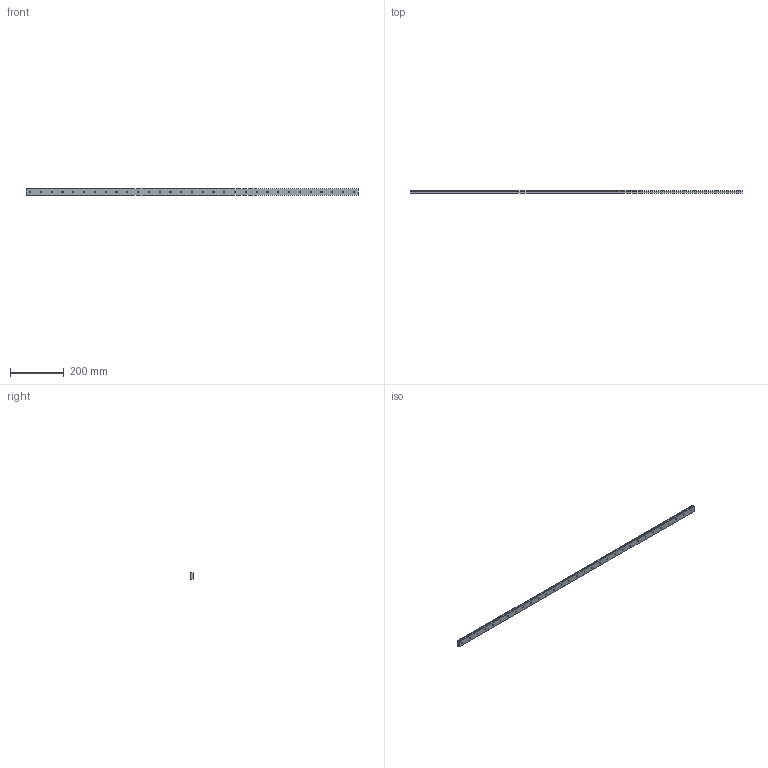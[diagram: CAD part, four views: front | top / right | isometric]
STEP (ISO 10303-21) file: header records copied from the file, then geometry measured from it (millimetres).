
FILE_DESCRIPTION (( 'STEP AP214' ), '1' );
FILE_NAME ('SRS12WSSS-1230LM_G15_0_0_0_0_0_1.STEP', '2021-08-09T13:29:19', ( '' ), ( '' ), 'SwSTEP 2.0', 'SolidWorks 2021', '' );
FILE_SCHEMA (( 'AUTOMOTIVE_DESIGN' ));
Length unit declared in the file: millimetre
Products named in the file (2): SRS12WSSS-1230LM_G15_0_0_0_0_0_1; _SRS12WS123015 Track
Assembly tree (1 placements, depth 2):
  SRS12WSSS-1230LM_G15_0_0_0_0_0_1
    _SRS12WS123015 Track
Bounding box: 1230 x 8.5 x 24 mm (x, y, z)
Volume: 238743.5 mm3; surface area: 84720.9 mm2
Topology: 1 solids, 1 shells, 174 faces, 423 edges, 282 vertices
Faces by surface type: cylinder 131, plane 43
Entity records: 5439 total; most frequent: DIRECTION 1041, CARTESIAN_POINT 883, ORIENTED_EDGE 846, AXIS2_PLACEMENT_3D 440, EDGE_CURVE 423, VERTEX_POINT 282, EDGE_LOOP 267, CIRCLE 262
